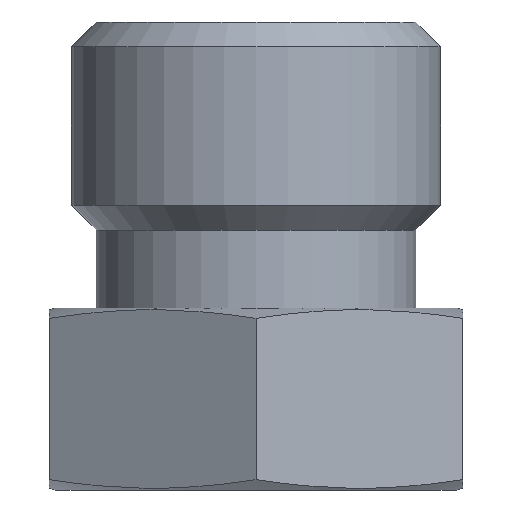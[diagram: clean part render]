
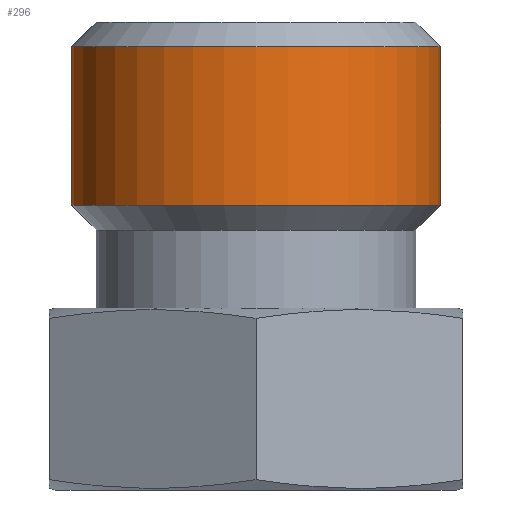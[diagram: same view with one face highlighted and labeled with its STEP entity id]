
A CAD part, front view. The second image highlights one B-rep face of the part: STEP entity #296.
In plain terms, the highlighted cylindrical face has radius 7.1 mm (diameter 14.2 mm), a full revolution.
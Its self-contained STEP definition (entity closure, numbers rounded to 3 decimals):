
#55=LINE('',#545,#69);
#69=VECTOR('',#428,7.1);
#73=CYLINDRICAL_SURFACE('',#352,7.1);
#87=FACE_OUTER_BOUND('',#106,.T.);
#106=EDGE_LOOP('',(#260,#261,#262,#263,#264,#265));
#121=CIRCLE('',#337,7.1);
#124=CIRCLE('',#340,7.1);
#126=CIRCLE('',#344,7.1);
#127=CIRCLE('',#345,7.1);
#142=VERTEX_POINT('',#488);
#143=VERTEX_POINT('',#489);
#153=VERTEX_POINT('',#526);
#154=VERTEX_POINT('',#528);
#172=EDGE_CURVE('',#142,#143,#121,.T.);
#176=EDGE_CURVE('',#143,#142,#124,.T.);
#186=EDGE_CURVE('',#154,#153,#126,.T.);
#187=EDGE_CURVE('',#153,#154,#127,.T.);
#195=EDGE_CURVE('',#154,#143,#55,.T.);
#260=ORIENTED_EDGE('',*,*,#186,.T.);
#261=ORIENTED_EDGE('',*,*,#187,.T.);
#262=ORIENTED_EDGE('',*,*,#195,.T.);
#263=ORIENTED_EDGE('',*,*,#176,.T.);
#264=ORIENTED_EDGE('',*,*,#172,.T.);
#265=ORIENTED_EDGE('',*,*,#195,.F.);
#296=ADVANCED_FACE('',(#87),#73,.T.);
#337=AXIS2_PLACEMENT_3D('',#490,#387,#388);
#340=AXIS2_PLACEMENT_3D('',#496,#394,#395);
#344=AXIS2_PLACEMENT_3D('',#529,#404,#405);
#345=AXIS2_PLACEMENT_3D('',#530,#406,#407);
#352=AXIS2_PLACEMENT_3D('',#544,#426,#427);
#387=DIRECTION('center_axis',(0.,0.,1.));
#388=DIRECTION('ref_axis',(1.,0.,0.));
#394=DIRECTION('center_axis',(0.,0.,1.));
#395=DIRECTION('ref_axis',(1.,0.,0.));
#404=DIRECTION('center_axis',(0.,0.,-1.));
#405=DIRECTION('ref_axis',(1.,0.,0.));
#406=DIRECTION('center_axis',(0.,0.,-1.));
#407=DIRECTION('ref_axis',(1.,0.,0.));
#426=DIRECTION('center_axis',(0.,0.,1.));
#427=DIRECTION('ref_axis',(1.,0.,0.));
#428=DIRECTION('',(0.,0.,-1.));
#488=CARTESIAN_POINT('',(0.,-7.1,10.95));
#489=CARTESIAN_POINT('',(-7.1,0.,10.95));
#490=CARTESIAN_POINT('Origin',(0.,0.,10.95));
#496=CARTESIAN_POINT('Origin',(0.,0.,10.95));
#526=CARTESIAN_POINT('',(0.,-7.1,17.05));
#528=CARTESIAN_POINT('',(-7.1,0.,17.05));
#529=CARTESIAN_POINT('Origin',(0.,0.,17.05));
#530=CARTESIAN_POINT('Origin',(0.,0.,17.05));
#544=CARTESIAN_POINT('Origin',(0.,0.,10.));
#545=CARTESIAN_POINT('',(-7.1,0.,10.));
